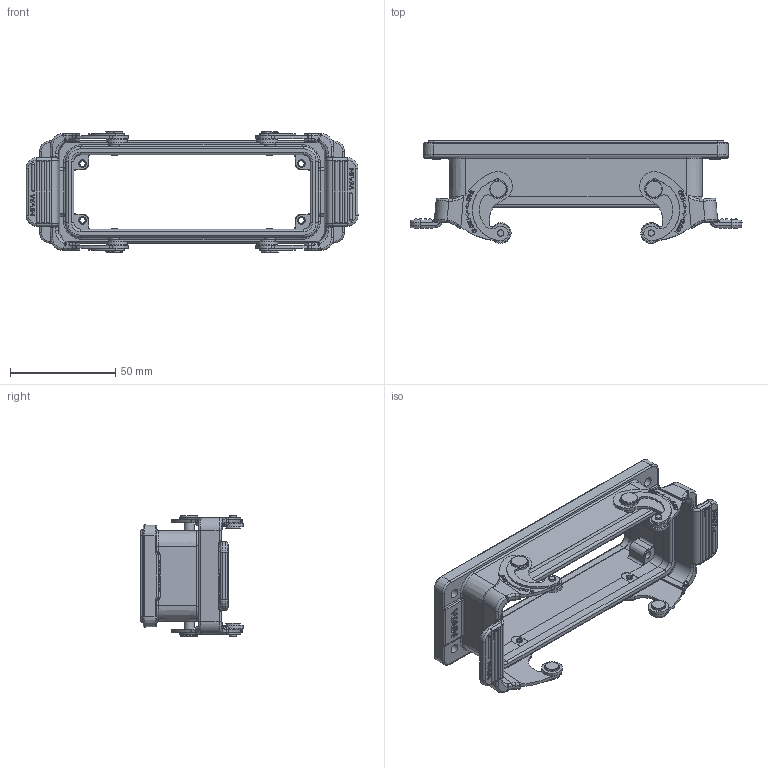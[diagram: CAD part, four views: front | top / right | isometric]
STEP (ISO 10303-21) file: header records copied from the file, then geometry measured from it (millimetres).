
FILE_DESCRIPTION(/* description */ (''),/* implementation_level */ '2;1');
FILE_NAME(/* name */ '3D_1241243411101_WV24B-BK-2L_SC_V1.1.stp',/* time_stamp */ '2023-12-16T15:23:16+08:00',/* author */ (''),/* organization */ (''),/* preprocessor_version */ 'ST-DEVELOPER v18.1',/* originating_system */ 'SIEMENS PLM Software NX 1980',/* authorisation */ '');
FILE_SCHEMA (('AP203_CONFIGURATION_CONTROLLED_3D_DESIGN_OF_MECHANICAL_PARTS_AND_ASSEMBLIES_MIM_LF { 1 0 10303 403 2 1 2}'));
Products named in the file (1): 3D_1241243411101_WV24B-BK_2L_SC_V1.0_stp
Bounding box: 157.8 x 48.86 x 57.5 mm (x, y, z)
Volume: 62578.6 mm3; surface area: 47120 mm2
Topology: 1 solids, 8 shells, 1861 faces, 4816 edges, 3053 vertices
Faces by surface type: plane 860, cylinder 545, torus 150, cone 88, extrusion 78, sphere 76, bspline 62, revolution 2
Full cylindrical faces by diameter (mm): 1.9 x4, 2.95 x8, 3 x8, 3.5 x4, 4.5 x4, 4.8 x4, 4.907 x4, 5 x8, 7 x4, 8 x4, 9.8 x4
Entity records: 68270 total; most frequent: CARTESIAN_POINT 16576, ORIENTED_EDGE 9252, DIRECTION 9152, EDGE_CURVE 4626, AXIS2_PLACEMENT_3D 3276, VERTEX_POINT 3000, VECTOR 2598, LINE 2520
